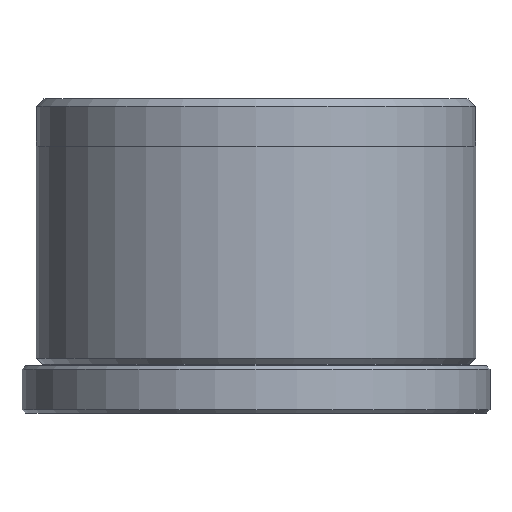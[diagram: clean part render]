
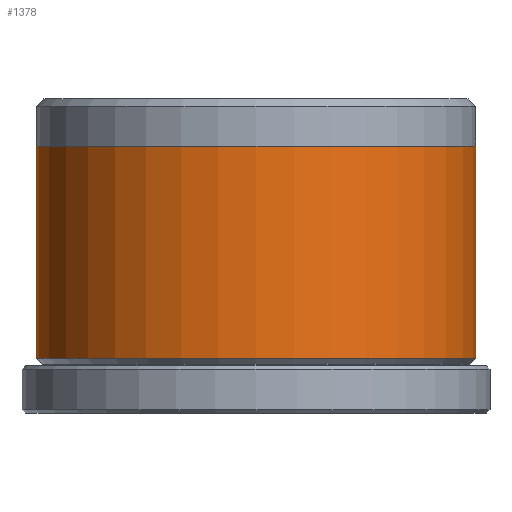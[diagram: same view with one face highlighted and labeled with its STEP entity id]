
A CAD part, front view. The second image highlights one B-rep face of the part: STEP entity #1378.
In plain terms, the highlighted cylindrical face has radius 14 mm (diameter 28 mm), a partial arc.
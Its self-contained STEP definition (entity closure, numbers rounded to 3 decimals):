
#17 = ORIENTED_EDGE ( 'NONE', *, *, #97, .F. ) ;
#59 = CARTESIAN_POINT ( 'NONE',  ( 14., 0., 20. ) ) ;
#93 = AXIS2_PLACEMENT_3D ( 'NONE', #1120, #1460, #2117 ) ;
#97 = EDGE_CURVE ( 'NONE', #1153, #668, #1988, .T. ) ;
#116 = DIRECTION ( 'NONE',  ( 0., 0., -1. ) ) ;
#199 = VERTEX_POINT ( 'NONE', #512 ) ;
#370 = DIRECTION ( 'NONE',  ( -1., 0., 0. ) ) ;
#381 = DIRECTION ( 'NONE',  ( 0., 0., 1. ) ) ;
#394 = DIRECTION ( 'NONE',  ( 0., 0., -1. ) ) ;
#505 = CARTESIAN_POINT ( 'NONE',  ( 0., 0., 3.5 ) ) ;
#509 = CARTESIAN_POINT ( 'NONE',  ( -14., 0., 20. ) ) ;
#512 = CARTESIAN_POINT ( 'NONE',  ( -14., 0., 3.5 ) ) ;
#514 = DIRECTION ( 'NONE',  ( 0., 0., -1. ) ) ;
#519 = VERTEX_POINT ( 'NONE', #1322 ) ;
#551 = VECTOR ( 'NONE', #514, 1000. ) ;
#561 = CARTESIAN_POINT ( 'NONE',  ( 14., 0., 3.5 ) ) ;
#668 = VERTEX_POINT ( 'NONE', #561 ) ;
#677 = EDGE_CURVE ( 'NONE', #519, #199, #1039, .T. ) ;
#878 = CARTESIAN_POINT ( 'NONE',  ( 14., 0., 17. ) ) ;
#883 = EDGE_CURVE ( 'NONE', #668, #199, #1173, .T. ) ;
#1039 = LINE ( 'NONE', #509, #551 ) ;
#1096 = VECTOR ( 'NONE', #116, 1000. ) ;
#1120 = CARTESIAN_POINT ( 'NONE',  ( 0., 0., 20. ) ) ;
#1153 = VERTEX_POINT ( 'NONE', #878 ) ;
#1173 = CIRCLE ( 'NONE', #2092, 14. ) ;
#1260 = ORIENTED_EDGE ( 'NONE', *, *, #883, .F. ) ;
#1322 = CARTESIAN_POINT ( 'NONE',  ( -14., 0., 17. ) ) ;
#1378 = ADVANCED_FACE ( 'NONE', ( #2059 ), #1632, .T. ) ;
#1454 = CARTESIAN_POINT ( 'NONE',  ( 0., 0., 17. ) ) ;
#1460 = DIRECTION ( 'NONE',  ( 0., 0., -1. ) ) ;
#1494 = ORIENTED_EDGE ( 'NONE', *, *, #677, .T. ) ;
#1631 = DIRECTION ( 'NONE',  ( 1., 0., 0. ) ) ;
#1632 = CYLINDRICAL_SURFACE ( 'NONE', #93, 14. ) ;
#1672 = CIRCLE ( 'NONE', #2084, 14. ) ;
#1841 = EDGE_CURVE ( 'NONE', #519, #1153, #1672, .T. ) ;
#1882 = ORIENTED_EDGE ( 'NONE', *, *, #1841, .F. ) ;
#1988 = LINE ( 'NONE', #59, #1096 ) ;
#2014 = EDGE_LOOP ( 'NONE', ( #17, #1882, #1494, #1260 ) ) ;
#2059 = FACE_OUTER_BOUND ( 'NONE', #2014, .T. ) ;
#2084 = AXIS2_PLACEMENT_3D ( 'NONE', #1454, #381, #1631 ) ;
#2092 = AXIS2_PLACEMENT_3D ( 'NONE', #505, #394, #370 ) ;
#2117 = DIRECTION ( 'NONE',  ( -1., 0., 0. ) ) ;
